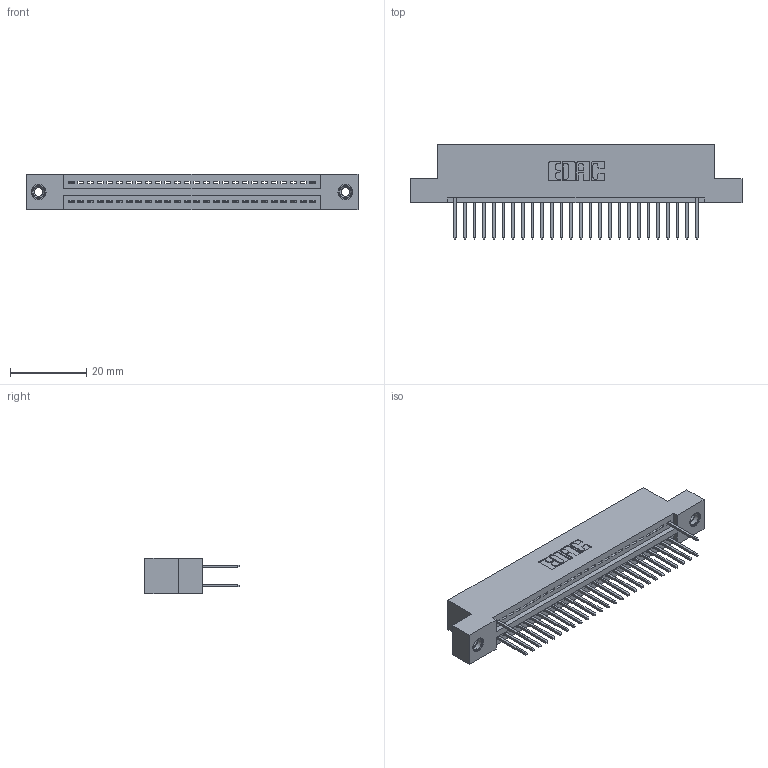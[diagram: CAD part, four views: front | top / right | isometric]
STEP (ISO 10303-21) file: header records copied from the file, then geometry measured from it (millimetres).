
FILE_DESCRIPTION (( 'STEP AP203' ), '1' );
FILE_NAME ('345-052-523-208.STEP', '2018-09-22T20:39:24', ( '' ), ( '' ), 'SwSTEP 2.0', 'SolidWorks 2016', '' );
FILE_SCHEMA (( 'CONFIG_CONTROL_DESIGN' ));
Length unit declared in the file: inch
Products named in the file (4): 345 Part_Flush Mounting Lugs - 0.156 Dia-TI; 345-292-001_345-293-123; 345-250-001_345-250-003-102; 345-052-523-208
Assembly tree (31 placements, depth 2):
  345-052-523-208
    345 Part_Flush Mounting Lugs - 0.156 Dia-TI
    345-292-001_345-293-123  x28
    345-250-001_345-250-003-102  x2
Bounding box: 87.25 x 24.82 x 9.4 mm (x, y, z)
Volume: 8161.5 mm3; surface area: 10799.7 mm2
Topology: 31 solids, 31 shells, 1778 faces, 5297 edges, 3486 vertices
Faces by surface type: plane 1204, cylinder 558, cone 12, torus 4
Entity records: 22990 total; most frequent: CARTESIAN_POINT 3955, ORIENTED_EDGE 3906, DIRECTION 3507, EDGE_CURVE 1953, LINE 1697, VECTOR 1697, VERTEX_POINT 1296, AXIS2_PLACEMENT_3D 905
